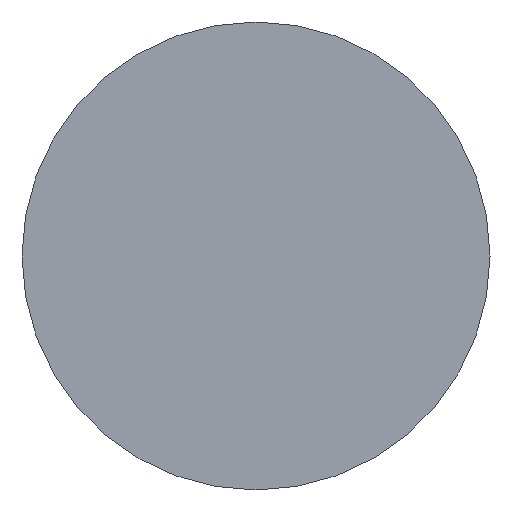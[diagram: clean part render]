
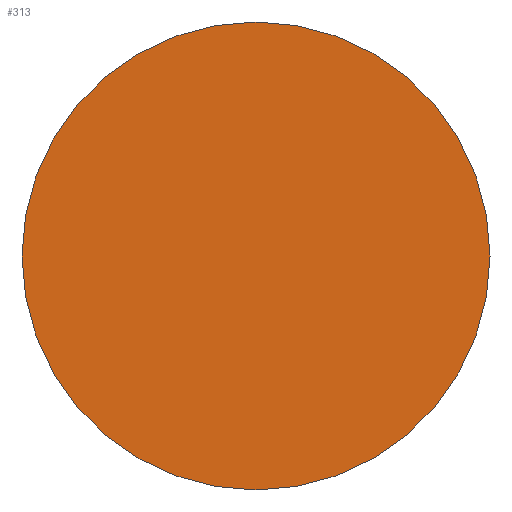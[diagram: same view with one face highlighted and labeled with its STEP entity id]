
A CAD part, front view. The second image highlights one B-rep face of the part: STEP entity #313.
In plain terms, the highlighted planar face has unit normal (0, -1, 0).
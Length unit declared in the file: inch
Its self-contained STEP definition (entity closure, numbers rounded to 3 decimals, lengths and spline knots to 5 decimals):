
#20 = EDGE_CURVE ( 'NONE', #290, #146, #269, .T. ) ;
#41 = CARTESIAN_POINT ( 'NONE',  ( 0., 0., 0. ) ) ;
#55 = AXIS2_PLACEMENT_3D ( 'NONE', #41, #194, #330 ) ;
#62 = CARTESIAN_POINT ( 'NONE',  ( 0., 0., 0. ) ) ;
#71 = CARTESIAN_POINT ( 'NONE',  ( 0., 0., -0.375 ) ) ;
#99 = ORIENTED_EDGE ( 'NONE', *, *, #20, .T. ) ;
#139 = PLANE ( 'NONE',  #280 ) ;
#144 = FACE_OUTER_BOUND ( 'NONE', #227, .T. ) ;
#146 = VERTEX_POINT ( 'NONE', #258 ) ;
#161 = CARTESIAN_POINT ( 'NONE',  ( 0., 0., 0. ) ) ;
#189 = CIRCLE ( 'NONE', #55, 0.375 ) ;
#194 = DIRECTION ( 'NONE',  ( 0., -1., 0. ) ) ;
#212 = EDGE_CURVE ( 'NONE', #146, #290, #189, .T. ) ;
#227 = EDGE_LOOP ( 'NONE', ( #99, #408 ) ) ;
#258 = CARTESIAN_POINT ( 'NONE',  ( 0., 0., 0.375 ) ) ;
#269 = CIRCLE ( 'NONE', #437, 0.375 ) ;
#275 = DIRECTION ( 'NONE',  ( 0., 0., -1. ) ) ;
#278 = DIRECTION ( 'NONE',  ( 0., -1., 0. ) ) ;
#280 = AXIS2_PLACEMENT_3D ( 'NONE', #62, #278, #387 ) ;
#290 = VERTEX_POINT ( 'NONE', #71 ) ;
#313 = ADVANCED_FACE ( 'NONE', ( #144 ), #139, .T. ) ;
#330 = DIRECTION ( 'NONE',  ( 0., 0., -1. ) ) ;
#382 = DIRECTION ( 'NONE',  ( 0., -1., 0. ) ) ;
#387 = DIRECTION ( 'NONE',  ( 0., 0., -1. ) ) ;
#408 = ORIENTED_EDGE ( 'NONE', *, *, #212, .T. ) ;
#437 = AXIS2_PLACEMENT_3D ( 'NONE', #161, #382, #275 ) ;
